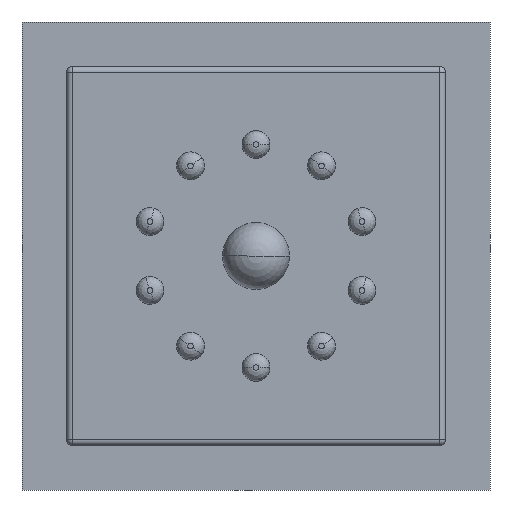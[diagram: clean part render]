
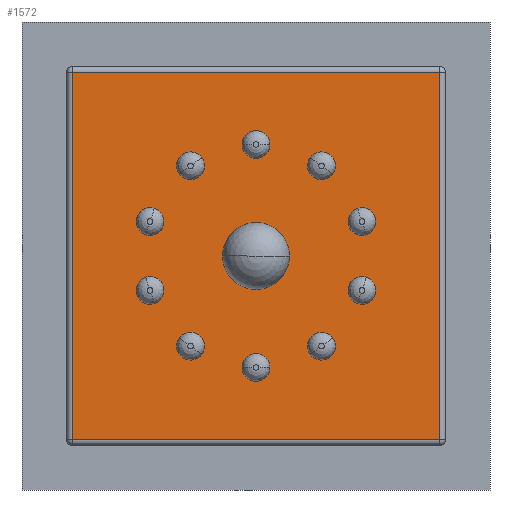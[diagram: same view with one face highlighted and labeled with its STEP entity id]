
A CAD part, front view. The second image highlights one B-rep face of the part: STEP entity #1572.
In plain terms, the highlighted planar face has unit normal (0, -1, 0).
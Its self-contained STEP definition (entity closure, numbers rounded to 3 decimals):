
#1196=CARTESIAN_POINT('Line Origine',(0.,0.,16.5)) ;
#1200=CARTESIAN_POINT('Vertex',(-16.5,0.,16.5)) ;
#1202=CARTESIAN_POINT('Vertex',(16.5,0.,16.5)) ;
#1232=CARTESIAN_POINT('Line Origine',(16.5,0.,0.)) ;
#1236=CARTESIAN_POINT('Vertex',(16.5,0.,-16.5)) ;
#1290=CARTESIAN_POINT('Line Origine',(-16.5,0.,0.)) ;
#1294=CARTESIAN_POINT('Vertex',(-16.5,0.,-16.5)) ;
#1324=CARTESIAN_POINT('Line Origine',(0.,0.,-16.5)) ;
#1363=CARTESIAN_POINT('Axis2P3D Location',(0.,0.,0.)) ;
#1374=CARTESIAN_POINT('Axis2P3D Location',(-5.878,0.,-8.09)) ;
#1378=CARTESIAN_POINT('Vertex',(-4.867,0.,-8.825)) ;
#1380=CARTESIAN_POINT('Vertex',(-6.889,0.,-7.355)) ;
#1383=CARTESIAN_POINT('Axis2P3D Location',(-5.878,0.,-8.09)) ;
#1392=CARTESIAN_POINT('Axis2P3D Location',(0.,0.,10.)) ;
#1396=CARTESIAN_POINT('Vertex',(-1.25,0.,10.)) ;
#1398=CARTESIAN_POINT('Vertex',(1.25,0.,10.)) ;
#1401=CARTESIAN_POINT('Axis2P3D Location',(0.,0.,10.)) ;
#1410=CARTESIAN_POINT('Axis2P3D Location',(5.878,0.,-8.09)) ;
#1414=CARTESIAN_POINT('Vertex',(6.889,0.,-7.355)) ;
#1416=CARTESIAN_POINT('Vertex',(4.867,0.,-8.825)) ;
#1419=CARTESIAN_POINT('Axis2P3D Location',(5.878,0.,-8.09)) ;
#1428=CARTESIAN_POINT('Axis2P3D Location',(0.,0.,-10.)) ;
#1432=CARTESIAN_POINT('Vertex',(1.25,0.,-10.)) ;
#1434=CARTESIAN_POINT('Vertex',(-1.25,0.,-10.)) ;
#1437=CARTESIAN_POINT('Axis2P3D Location',(0.,0.,-10.)) ;
#1446=CARTESIAN_POINT('Axis2P3D Location',(9.511,0.,-3.09)) ;
#1450=CARTESIAN_POINT('Vertex',(9.897,0.,-1.901)) ;
#1452=CARTESIAN_POINT('Vertex',(9.124,0.,-4.279)) ;
#1455=CARTESIAN_POINT('Axis2P3D Location',(9.511,0.,-3.09)) ;
#1464=CARTESIAN_POINT('Axis2P3D Location',(9.511,0.,3.09)) ;
#1468=CARTESIAN_POINT('Vertex',(9.124,0.,4.279)) ;
#1470=CARTESIAN_POINT('Vertex',(9.897,0.,1.901)) ;
#1473=CARTESIAN_POINT('Axis2P3D Location',(9.511,0.,3.09)) ;
#1482=CARTESIAN_POINT('Axis2P3D Location',(5.878,0.,8.09)) ;
#1486=CARTESIAN_POINT('Vertex',(4.867,0.,8.825)) ;
#1488=CARTESIAN_POINT('Vertex',(6.889,0.,7.355)) ;
#1491=CARTESIAN_POINT('Axis2P3D Location',(5.878,0.,8.09)) ;
#1500=CARTESIAN_POINT('Axis2P3D Location',(0.,0.,0.)) ;
#1504=CARTESIAN_POINT('Vertex',(-3.,0.,0.)) ;
#1506=CARTESIAN_POINT('Vertex',(3.,0.,0.)) ;
#1509=CARTESIAN_POINT('Axis2P3D Location',(0.,0.,0.)) ;
#1518=CARTESIAN_POINT('Axis2P3D Location',(-9.511,0.,-3.09)) ;
#1522=CARTESIAN_POINT('Vertex',(-9.124,0.,-4.279)) ;
#1524=CARTESIAN_POINT('Vertex',(-9.897,0.,-1.901)) ;
#1527=CARTESIAN_POINT('Axis2P3D Location',(-9.511,0.,-3.09)) ;
#1536=CARTESIAN_POINT('Axis2P3D Location',(-9.511,0.,3.09)) ;
#1540=CARTESIAN_POINT('Vertex',(-9.897,0.,1.901)) ;
#1542=CARTESIAN_POINT('Vertex',(-9.124,0.,4.279)) ;
#1545=CARTESIAN_POINT('Axis2P3D Location',(-9.511,0.,3.09)) ;
#1554=CARTESIAN_POINT('Axis2P3D Location',(-5.878,0.,8.09)) ;
#1558=CARTESIAN_POINT('Vertex',(-6.889,0.,7.355)) ;
#1560=CARTESIAN_POINT('Vertex',(-4.867,0.,8.825)) ;
#1563=CARTESIAN_POINT('Axis2P3D Location',(-5.878,0.,8.09)) ;
#1197=DIRECTION('Vector Direction',(-1.,0.,0.)) ;
#1233=DIRECTION('Vector Direction',(0.,0.,-1.)) ;
#1291=DIRECTION('Vector Direction',(0.,0.,1.)) ;
#1325=DIRECTION('Vector Direction',(1.,0.,0.)) ;
#1364=DIRECTION('Axis2P3D Direction',(0.,1.,-0.)) ;
#1365=DIRECTION('Axis2P3D XDirection',(-1.,0.,0.)) ;
#1375=DIRECTION('Axis2P3D Direction',(0.,1.,-0.)) ;
#1384=DIRECTION('Axis2P3D Direction',(0.,1.,-0.)) ;
#1393=DIRECTION('Axis2P3D Direction',(0.,1.,-0.)) ;
#1402=DIRECTION('Axis2P3D Direction',(0.,1.,-0.)) ;
#1411=DIRECTION('Axis2P3D Direction',(0.,1.,-0.)) ;
#1420=DIRECTION('Axis2P3D Direction',(0.,1.,-0.)) ;
#1429=DIRECTION('Axis2P3D Direction',(0.,1.,-0.)) ;
#1438=DIRECTION('Axis2P3D Direction',(0.,1.,-0.)) ;
#1447=DIRECTION('Axis2P3D Direction',(0.,1.,-0.)) ;
#1456=DIRECTION('Axis2P3D Direction',(0.,1.,-0.)) ;
#1465=DIRECTION('Axis2P3D Direction',(0.,1.,-0.)) ;
#1474=DIRECTION('Axis2P3D Direction',(0.,1.,-0.)) ;
#1483=DIRECTION('Axis2P3D Direction',(0.,1.,-0.)) ;
#1492=DIRECTION('Axis2P3D Direction',(0.,1.,-0.)) ;
#1501=DIRECTION('Axis2P3D Direction',(0.,1.,-0.)) ;
#1510=DIRECTION('Axis2P3D Direction',(0.,1.,-0.)) ;
#1519=DIRECTION('Axis2P3D Direction',(0.,1.,-0.)) ;
#1528=DIRECTION('Axis2P3D Direction',(0.,1.,-0.)) ;
#1537=DIRECTION('Axis2P3D Direction',(0.,1.,-0.)) ;
#1546=DIRECTION('Axis2P3D Direction',(0.,1.,-0.)) ;
#1555=DIRECTION('Axis2P3D Direction',(0.,1.,-0.)) ;
#1564=DIRECTION('Axis2P3D Direction',(0.,1.,-0.)) ;
#1366=AXIS2_PLACEMENT_3D('Plane Axis2P3D',#1363,#1364,#1365) ;
#1376=AXIS2_PLACEMENT_3D('Circle Axis2P3D',#1374,#1375,$) ;
#1385=AXIS2_PLACEMENT_3D('Circle Axis2P3D',#1383,#1384,$) ;
#1394=AXIS2_PLACEMENT_3D('Circle Axis2P3D',#1392,#1393,$) ;
#1403=AXIS2_PLACEMENT_3D('Circle Axis2P3D',#1401,#1402,$) ;
#1412=AXIS2_PLACEMENT_3D('Circle Axis2P3D',#1410,#1411,$) ;
#1421=AXIS2_PLACEMENT_3D('Circle Axis2P3D',#1419,#1420,$) ;
#1430=AXIS2_PLACEMENT_3D('Circle Axis2P3D',#1428,#1429,$) ;
#1439=AXIS2_PLACEMENT_3D('Circle Axis2P3D',#1437,#1438,$) ;
#1448=AXIS2_PLACEMENT_3D('Circle Axis2P3D',#1446,#1447,$) ;
#1457=AXIS2_PLACEMENT_3D('Circle Axis2P3D',#1455,#1456,$) ;
#1466=AXIS2_PLACEMENT_3D('Circle Axis2P3D',#1464,#1465,$) ;
#1475=AXIS2_PLACEMENT_3D('Circle Axis2P3D',#1473,#1474,$) ;
#1484=AXIS2_PLACEMENT_3D('Circle Axis2P3D',#1482,#1483,$) ;
#1493=AXIS2_PLACEMENT_3D('Circle Axis2P3D',#1491,#1492,$) ;
#1502=AXIS2_PLACEMENT_3D('Circle Axis2P3D',#1500,#1501,$) ;
#1511=AXIS2_PLACEMENT_3D('Circle Axis2P3D',#1509,#1510,$) ;
#1520=AXIS2_PLACEMENT_3D('Circle Axis2P3D',#1518,#1519,$) ;
#1529=AXIS2_PLACEMENT_3D('Circle Axis2P3D',#1527,#1528,$) ;
#1538=AXIS2_PLACEMENT_3D('Circle Axis2P3D',#1536,#1537,$) ;
#1547=AXIS2_PLACEMENT_3D('Circle Axis2P3D',#1545,#1546,$) ;
#1556=AXIS2_PLACEMENT_3D('Circle Axis2P3D',#1554,#1555,$) ;
#1565=AXIS2_PLACEMENT_3D('Circle Axis2P3D',#1563,#1564,$) ;
#1369=ORIENTED_EDGE('',*,*,#1204,.F.) ;
#1370=ORIENTED_EDGE('',*,*,#1296,.F.) ;
#1371=ORIENTED_EDGE('',*,*,#1328,.F.) ;
#1372=ORIENTED_EDGE('',*,*,#1238,.F.) ;
#1389=ORIENTED_EDGE('',*,*,#1382,.F.) ;
#1390=ORIENTED_EDGE('',*,*,#1387,.F.) ;
#1407=ORIENTED_EDGE('',*,*,#1400,.F.) ;
#1408=ORIENTED_EDGE('',*,*,#1405,.F.) ;
#1425=ORIENTED_EDGE('',*,*,#1418,.F.) ;
#1426=ORIENTED_EDGE('',*,*,#1423,.F.) ;
#1443=ORIENTED_EDGE('',*,*,#1436,.F.) ;
#1444=ORIENTED_EDGE('',*,*,#1441,.F.) ;
#1461=ORIENTED_EDGE('',*,*,#1454,.F.) ;
#1462=ORIENTED_EDGE('',*,*,#1459,.F.) ;
#1479=ORIENTED_EDGE('',*,*,#1472,.F.) ;
#1480=ORIENTED_EDGE('',*,*,#1477,.F.) ;
#1497=ORIENTED_EDGE('',*,*,#1490,.F.) ;
#1498=ORIENTED_EDGE('',*,*,#1495,.F.) ;
#1515=ORIENTED_EDGE('',*,*,#1508,.F.) ;
#1516=ORIENTED_EDGE('',*,*,#1513,.F.) ;
#1533=ORIENTED_EDGE('',*,*,#1526,.F.) ;
#1534=ORIENTED_EDGE('',*,*,#1531,.F.) ;
#1551=ORIENTED_EDGE('',*,*,#1544,.F.) ;
#1552=ORIENTED_EDGE('',*,*,#1549,.F.) ;
#1569=ORIENTED_EDGE('',*,*,#1562,.F.) ;
#1570=ORIENTED_EDGE('',*,*,#1567,.F.) ;
#1391=FACE_BOUND('',#1388,.T.) ;
#1409=FACE_BOUND('',#1406,.T.) ;
#1427=FACE_BOUND('',#1424,.T.) ;
#1445=FACE_BOUND('',#1442,.T.) ;
#1463=FACE_BOUND('',#1460,.T.) ;
#1481=FACE_BOUND('',#1478,.T.) ;
#1499=FACE_BOUND('',#1496,.T.) ;
#1517=FACE_BOUND('',#1514,.T.) ;
#1535=FACE_BOUND('',#1532,.T.) ;
#1553=FACE_BOUND('',#1550,.T.) ;
#1571=FACE_BOUND('',#1568,.T.) ;
#1198=VECTOR('Line Direction',#1197,1.) ;
#1234=VECTOR('Line Direction',#1233,1.) ;
#1292=VECTOR('Line Direction',#1291,1.) ;
#1326=VECTOR('Line Direction',#1325,1.) ;
#1572=ADVANCED_FACE('PartBody',(#1373,#1391,#1409,#1427,#1445,#1463,#1481,#1499,#1517,#1535,#1553,#1571),#1367,.F.) ;
#1377=CIRCLE('generated circle',#1376,1.25) ;
#1386=CIRCLE('generated circle',#1385,1.25) ;
#1395=CIRCLE('generated circle',#1394,1.25) ;
#1404=CIRCLE('generated circle',#1403,1.25) ;
#1413=CIRCLE('generated circle',#1412,1.25) ;
#1422=CIRCLE('generated circle',#1421,1.25) ;
#1431=CIRCLE('generated circle',#1430,1.25) ;
#1440=CIRCLE('generated circle',#1439,1.25) ;
#1449=CIRCLE('generated circle',#1448,1.25) ;
#1458=CIRCLE('generated circle',#1457,1.25) ;
#1467=CIRCLE('generated circle',#1466,1.25) ;
#1476=CIRCLE('generated circle',#1475,1.25) ;
#1485=CIRCLE('generated circle',#1484,1.25) ;
#1494=CIRCLE('generated circle',#1493,1.25) ;
#1503=CIRCLE('generated circle',#1502,3.) ;
#1512=CIRCLE('generated circle',#1511,3.) ;
#1521=CIRCLE('generated circle',#1520,1.25) ;
#1530=CIRCLE('generated circle',#1529,1.25) ;
#1539=CIRCLE('generated circle',#1538,1.25) ;
#1548=CIRCLE('generated circle',#1547,1.25) ;
#1557=CIRCLE('generated circle',#1556,1.25) ;
#1566=CIRCLE('generated circle',#1565,1.25) ;
#1204=EDGE_CURVE('',#1201,#1203,#1199,.F.) ;
#1238=EDGE_CURVE('',#1203,#1237,#1235,.T.) ;
#1296=EDGE_CURVE('',#1295,#1201,#1293,.T.) ;
#1328=EDGE_CURVE('',#1237,#1295,#1327,.F.) ;
#1382=EDGE_CURVE('',#1379,#1381,#1377,.F.) ;
#1387=EDGE_CURVE('',#1381,#1379,#1386,.F.) ;
#1400=EDGE_CURVE('',#1397,#1399,#1395,.F.) ;
#1405=EDGE_CURVE('',#1399,#1397,#1404,.F.) ;
#1418=EDGE_CURVE('',#1415,#1417,#1413,.F.) ;
#1423=EDGE_CURVE('',#1417,#1415,#1422,.F.) ;
#1436=EDGE_CURVE('',#1433,#1435,#1431,.F.) ;
#1441=EDGE_CURVE('',#1435,#1433,#1440,.F.) ;
#1454=EDGE_CURVE('',#1451,#1453,#1449,.F.) ;
#1459=EDGE_CURVE('',#1453,#1451,#1458,.F.) ;
#1472=EDGE_CURVE('',#1469,#1471,#1467,.F.) ;
#1477=EDGE_CURVE('',#1471,#1469,#1476,.F.) ;
#1490=EDGE_CURVE('',#1487,#1489,#1485,.F.) ;
#1495=EDGE_CURVE('',#1489,#1487,#1494,.F.) ;
#1508=EDGE_CURVE('',#1505,#1507,#1503,.F.) ;
#1513=EDGE_CURVE('',#1507,#1505,#1512,.F.) ;
#1526=EDGE_CURVE('',#1523,#1525,#1521,.F.) ;
#1531=EDGE_CURVE('',#1525,#1523,#1530,.F.) ;
#1544=EDGE_CURVE('',#1541,#1543,#1539,.F.) ;
#1549=EDGE_CURVE('',#1543,#1541,#1548,.F.) ;
#1562=EDGE_CURVE('',#1559,#1561,#1557,.F.) ;
#1567=EDGE_CURVE('',#1561,#1559,#1566,.F.) ;
#1368=EDGE_LOOP('',(#1369,#1370,#1371,#1372)) ;
#1388=EDGE_LOOP('',(#1389,#1390)) ;
#1406=EDGE_LOOP('',(#1407,#1408)) ;
#1424=EDGE_LOOP('',(#1425,#1426)) ;
#1442=EDGE_LOOP('',(#1443,#1444)) ;
#1460=EDGE_LOOP('',(#1461,#1462)) ;
#1478=EDGE_LOOP('',(#1479,#1480)) ;
#1496=EDGE_LOOP('',(#1497,#1498)) ;
#1514=EDGE_LOOP('',(#1515,#1516)) ;
#1532=EDGE_LOOP('',(#1533,#1534)) ;
#1550=EDGE_LOOP('',(#1551,#1552)) ;
#1568=EDGE_LOOP('',(#1569,#1570)) ;
#1373=FACE_OUTER_BOUND('',#1368,.T.) ;
#1199=LINE('Line',#1196,#1198) ;
#1235=LINE('Line',#1232,#1234) ;
#1293=LINE('Line',#1290,#1292) ;
#1327=LINE('Line',#1324,#1326) ;
#1367=PLANE('',#1366) ;
#1201=VERTEX_POINT('',#1200) ;
#1203=VERTEX_POINT('',#1202) ;
#1237=VERTEX_POINT('',#1236) ;
#1295=VERTEX_POINT('',#1294) ;
#1379=VERTEX_POINT('',#1378) ;
#1381=VERTEX_POINT('',#1380) ;
#1397=VERTEX_POINT('',#1396) ;
#1399=VERTEX_POINT('',#1398) ;
#1415=VERTEX_POINT('',#1414) ;
#1417=VERTEX_POINT('',#1416) ;
#1433=VERTEX_POINT('',#1432) ;
#1435=VERTEX_POINT('',#1434) ;
#1451=VERTEX_POINT('',#1450) ;
#1453=VERTEX_POINT('',#1452) ;
#1469=VERTEX_POINT('',#1468) ;
#1471=VERTEX_POINT('',#1470) ;
#1487=VERTEX_POINT('',#1486) ;
#1489=VERTEX_POINT('',#1488) ;
#1505=VERTEX_POINT('',#1504) ;
#1507=VERTEX_POINT('',#1506) ;
#1523=VERTEX_POINT('',#1522) ;
#1525=VERTEX_POINT('',#1524) ;
#1541=VERTEX_POINT('',#1540) ;
#1543=VERTEX_POINT('',#1542) ;
#1559=VERTEX_POINT('',#1558) ;
#1561=VERTEX_POINT('',#1560) ;
